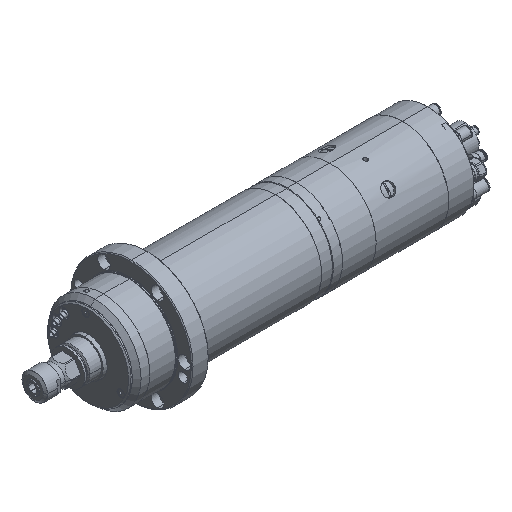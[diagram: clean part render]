
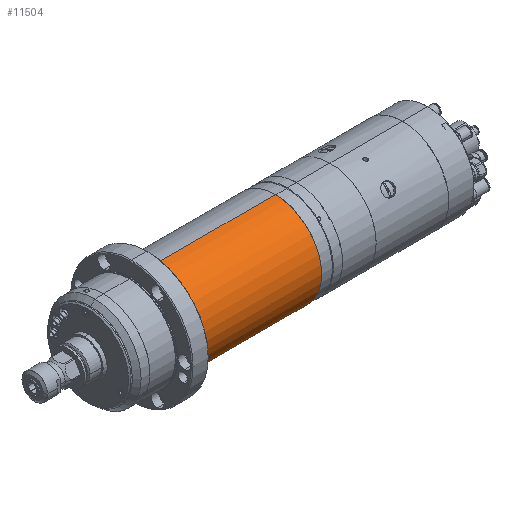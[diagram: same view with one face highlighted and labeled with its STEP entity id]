
A CAD part, isometric view. The second image highlights one B-rep face of the part: STEP entity #11504.
In plain terms, the highlighted cylindrical face has radius 55 mm (diameter 110 mm), a partial arc.
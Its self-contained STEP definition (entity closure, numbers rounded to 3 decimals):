
#807 = EDGE_LOOP ( 'NONE', ( #15235, #25762, #16828, #1080 ) ) ;
#1080 = ORIENTED_EDGE ( 'NONE', *, *, #13403, .T. ) ;
#1138 = CARTESIAN_POINT ( 'NONE',  ( 22.5, 0., 55. ) ) ;
#3687 = DIRECTION ( 'NONE',  ( 0., 0., 1. ) ) ;
#3759 = AXIS2_PLACEMENT_3D ( 'NONE', #30790, #12347, #3687 ) ;
#4249 = CYLINDRICAL_SURFACE ( 'NONE', #3759, 55. ) ;
#6434 = DIRECTION ( 'NONE',  ( 0., 0., -1. ) ) ;
#6648 = CARTESIAN_POINT ( 'NONE',  ( 227., 0., 0. ) ) ;
#6750 = DIRECTION ( 'NONE',  ( -1., 0., 0. ) ) ;
#8931 = CARTESIAN_POINT ( 'NONE',  ( 227., 0., 55. ) ) ;
#9036 = AXIS2_PLACEMENT_3D ( 'NONE', #6648, #6750, #21947 ) ;
#9100 = VERTEX_POINT ( 'NONE', #28496 ) ;
#10096 = CIRCLE ( 'NONE', #18400, 55. ) ;
#10171 = EDGE_CURVE ( 'NONE', #29287, #26664, #26141, .T. ) ;
#10678 = DIRECTION ( 'NONE',  ( -1., 0., 0. ) ) ;
#11096 = VECTOR ( 'NONE', #10678, 1000. ) ;
#11236 = CARTESIAN_POINT ( 'NONE',  ( 22.5, 0., -55. ) ) ;
#11504 = ADVANCED_FACE ( 'NONE', ( #25562 ), #4249, .T. ) ;
#12347 = DIRECTION ( 'NONE',  ( -1., 0., 0. ) ) ;
#13403 = EDGE_CURVE ( 'NONE', #9100, #26664, #10096, .T. ) ;
#14761 = CARTESIAN_POINT ( 'NONE',  ( 77., 0., 0. ) ) ;
#15235 = ORIENTED_EDGE ( 'NONE', *, *, #10171, .F. ) ;
#16758 = LINE ( 'NONE', #1138, #11096 ) ;
#16828 = ORIENTED_EDGE ( 'NONE', *, *, #24403, .T. ) ;
#17521 = VECTOR ( 'NONE', #26196, 1000. ) ;
#18400 = AXIS2_PLACEMENT_3D ( 'NONE', #14761, #29928, #6434 ) ;
#21947 = DIRECTION ( 'NONE',  ( 0., 0., 1. ) ) ;
#24403 = EDGE_CURVE ( 'NONE', #28619, #9100, #16758, .T. ) ;
#25562 = FACE_OUTER_BOUND ( 'NONE', #807, .T. ) ;
#25625 = EDGE_CURVE ( 'NONE', #29287, #28619, #28205, .T. ) ;
#25762 = ORIENTED_EDGE ( 'NONE', *, *, #25625, .T. ) ;
#26141 = LINE ( 'NONE', #11236, #17521 ) ;
#26196 = DIRECTION ( 'NONE',  ( -1., 0., 0. ) ) ;
#26580 = CARTESIAN_POINT ( 'NONE',  ( 77., 0., -55. ) ) ;
#26664 = VERTEX_POINT ( 'NONE', #26580 ) ;
#28205 = CIRCLE ( 'NONE', #9036, 55. ) ;
#28496 = CARTESIAN_POINT ( 'NONE',  ( 77., 0., 55. ) ) ;
#28619 = VERTEX_POINT ( 'NONE', #8931 ) ;
#29287 = VERTEX_POINT ( 'NONE', #31062 ) ;
#29928 = DIRECTION ( 'NONE',  ( 1., 0., 0. ) ) ;
#30790 = CARTESIAN_POINT ( 'NONE',  ( 22.5, 0., 0. ) ) ;
#31062 = CARTESIAN_POINT ( 'NONE',  ( 227., 0., -55. ) ) ;
